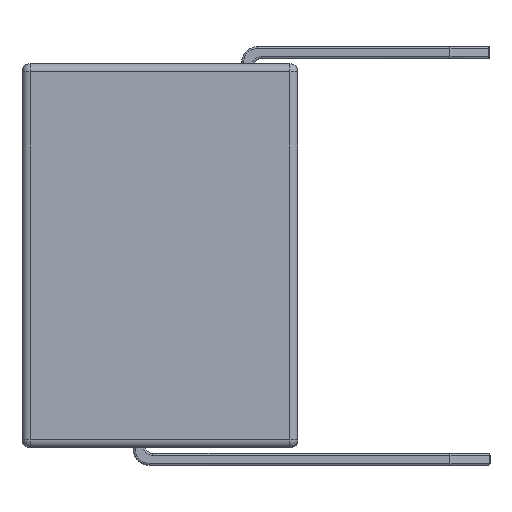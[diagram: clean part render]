
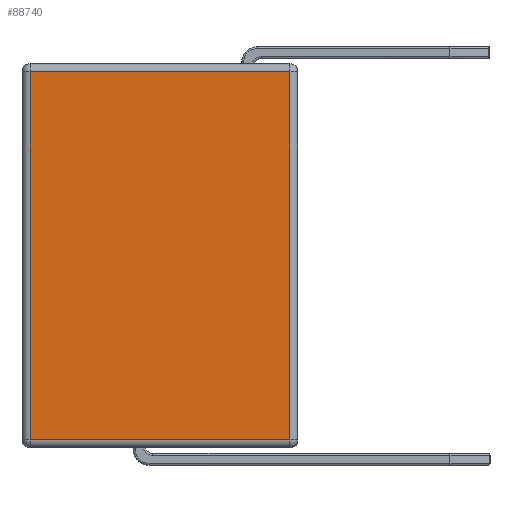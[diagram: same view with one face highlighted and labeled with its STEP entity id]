
A CAD part, left-side view. The second image highlights one B-rep face of the part: STEP entity #88740.
In plain terms, the highlighted planar face has unit normal (-1, 0, 0).
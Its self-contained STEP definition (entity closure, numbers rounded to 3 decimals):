
#14877 = CARTESIAN_POINT ( 'NONE',  ( -9.735, -1.725, 0.1 ) ) ;
#15550 = PLANE ( 'NONE',  #45194 ) ;
#20948 = CARTESIAN_POINT ( 'NONE',  ( -9.735, 0., 4.7 ) ) ;
#26672 = VERTEX_POINT ( 'NONE', #100801 ) ;
#31017 = ORIENTED_EDGE ( 'NONE', *, *, #35817, .T. ) ;
#32923 = CARTESIAN_POINT ( 'NONE',  ( -9.735, 0., 4.8 ) ) ;
#35817 = EDGE_CURVE ( 'NONE', #54020, #26672, #74245, .T. ) ;
#38310 = CARTESIAN_POINT ( 'NONE',  ( -9.735, -1.625, 0.1 ) ) ;
#41462 = DIRECTION ( 'NONE',  ( 0., 0., 1. ) ) ;
#45194 = AXIS2_PLACEMENT_3D ( 'NONE', #32923, #92098, #41462 ) ;
#45816 = DIRECTION ( 'NONE',  ( 0., 1., 0. ) ) ;
#47234 = CARTESIAN_POINT ( 'NONE',  ( -9.735, 1.625, 0.1 ) ) ;
#54020 = VERTEX_POINT ( 'NONE', #38310 ) ;
#57155 = VECTOR ( 'NONE', #92151, 1000. ) ;
#57408 = EDGE_CURVE ( 'NONE', #26672, #79642, #104511, .T. ) ;
#59631 = VECTOR ( 'NONE', #45816, 1000. ) ;
#63506 = LINE ( 'NONE', #14877, #108415 ) ;
#64482 = CARTESIAN_POINT ( 'NONE',  ( -9.735, 1.625, 4.8 ) ) ;
#66106 = CARTESIAN_POINT ( 'NONE',  ( -9.735, 1.625, 4.7 ) ) ;
#66617 = ORIENTED_EDGE ( 'NONE', *, *, #90315, .T. ) ;
#71749 = ORIENTED_EDGE ( 'NONE', *, *, #57408, .T. ) ;
#73792 = ORIENTED_EDGE ( 'NONE', *, *, #107843, .T. ) ;
#74245 = LINE ( 'NONE', #82840, #57155 ) ;
#79642 = VERTEX_POINT ( 'NONE', #66106 ) ;
#81805 = DIRECTION ( 'NONE',  ( 0., 0., -1. ) ) ;
#82610 = DIRECTION ( 'NONE',  ( 0., -1., 0. ) ) ;
#82840 = CARTESIAN_POINT ( 'NONE',  ( -9.735, -1.625, 4.8 ) ) ;
#87226 = LINE ( 'NONE', #64482, #109750 ) ;
#88740 = ADVANCED_FACE ( 'NONE', ( #107587 ), #15550, .T. ) ;
#90315 = EDGE_CURVE ( 'NONE', #79642, #97604, #87226, .T. ) ;
#92098 = DIRECTION ( 'NONE',  ( -1., 0., 0. ) ) ;
#92151 = DIRECTION ( 'NONE',  ( 0., 0., 1. ) ) ;
#94880 = EDGE_LOOP ( 'NONE', ( #71749, #66617, #73792, #31017 ) ) ;
#97604 = VERTEX_POINT ( 'NONE', #47234 ) ;
#100801 = CARTESIAN_POINT ( 'NONE',  ( -9.735, -1.625, 4.7 ) ) ;
#104511 = LINE ( 'NONE', #20948, #59631 ) ;
#107587 = FACE_OUTER_BOUND ( 'NONE', #94880, .T. ) ;
#107843 = EDGE_CURVE ( 'NONE', #97604, #54020, #63506, .T. ) ;
#108415 = VECTOR ( 'NONE', #82610, 1000. ) ;
#109750 = VECTOR ( 'NONE', #81805, 1000. ) ;
